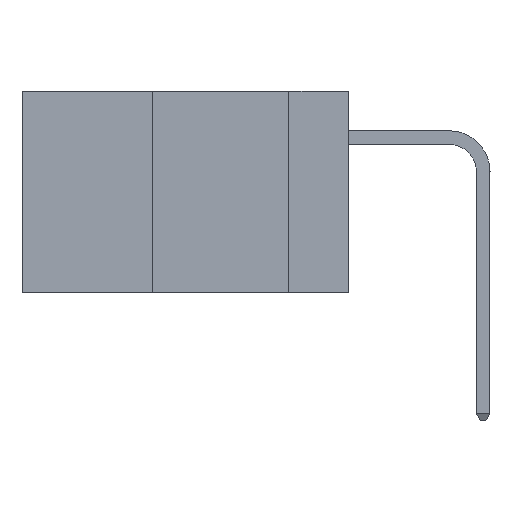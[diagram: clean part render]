
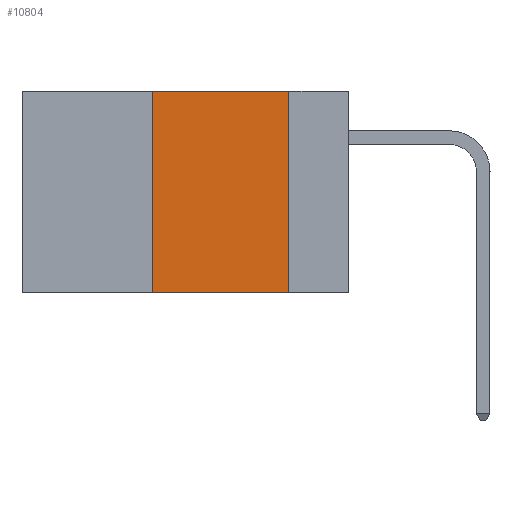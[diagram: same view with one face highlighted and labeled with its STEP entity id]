
A CAD part, left-side view. The second image highlights one B-rep face of the part: STEP entity #10804.
In plain terms, the highlighted planar face has unit normal (-1, 0, 0).
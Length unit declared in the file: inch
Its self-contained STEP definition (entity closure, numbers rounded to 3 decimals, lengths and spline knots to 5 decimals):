
#2478 = CARTESIAN_POINT ( 'NONE',  ( 0., 0.36, 0. ) ) ;
#2497 = VECTOR ( 'NONE', #31752, 39.37008 ) ;
#2842 = DIRECTION ( 'NONE',  ( 0., -1., 0. ) ) ;
#3105 = LINE ( 'NONE', #24727, #36213 ) ;
#3587 = CARTESIAN_POINT ( 'NONE',  ( 0., 0.11, 0. ) ) ;
#3646 = EDGE_CURVE ( 'NONE', #5301, #31084, #23871, .T. ) ;
#3794 = VECTOR ( 'NONE', #2842, 39.37008 ) ;
#5301 = VERTEX_POINT ( 'NONE', #2478 ) ;
#6290 = EDGE_CURVE ( 'NONE', #33599, #16742, #3105, .T. ) ;
#6395 = DIRECTION ( 'NONE',  ( 0., 0., -1. ) ) ;
#7445 = CARTESIAN_POINT ( 'NONE',  ( 0., 0.6, 0. ) ) ;
#7535 = EDGE_CURVE ( 'NONE', #33599, #5301, #37008, .T. ) ;
#8933 = DIRECTION ( 'NONE',  ( 0., -1., 0. ) ) ;
#10126 = ORIENTED_EDGE ( 'NONE', *, *, #3646, .F. ) ;
#10804 = ADVANCED_FACE ( 'NONE', ( #20025 ), #15135, .F. ) ;
#10907 = CARTESIAN_POINT ( 'NONE',  ( 0., 0.36, 0. ) ) ;
#11359 = AXIS2_PLACEMENT_3D ( 'NONE', #17207, #32177, #20847 ) ;
#13158 = EDGE_CURVE ( 'NONE', #31084, #16742, #14156, .T. ) ;
#14156 = LINE ( 'NONE', #33247, #29544 ) ;
#15135 = PLANE ( 'NONE',  #11359 ) ;
#16001 = ORIENTED_EDGE ( 'NONE', *, *, #13158, .F. ) ;
#16742 = VERTEX_POINT ( 'NONE', #31683 ) ;
#17207 = CARTESIAN_POINT ( 'NONE',  ( 0., 0.6, 0. ) ) ;
#17355 = ORIENTED_EDGE ( 'NONE', *, *, #7535, .F. ) ;
#20025 = FACE_OUTER_BOUND ( 'NONE', #22995, .T. ) ;
#20847 = DIRECTION ( 'NONE',  ( 0., 0., -1. ) ) ;
#22995 = EDGE_LOOP ( 'NONE', ( #16001, #10126, #17355, #37034 ) ) ;
#23871 = LINE ( 'NONE', #7445, #3794 ) ;
#24519 = CARTESIAN_POINT ( 'NONE',  ( 0., 0.36, -0.37 ) ) ;
#24727 = CARTESIAN_POINT ( 'NONE',  ( 0., 0.6, -0.37 ) ) ;
#29544 = VECTOR ( 'NONE', #6395, 39.37008 ) ;
#31084 = VERTEX_POINT ( 'NONE', #3587 ) ;
#31683 = CARTESIAN_POINT ( 'NONE',  ( 0., 0.11, -0.37 ) ) ;
#31752 = DIRECTION ( 'NONE',  ( 0., 0., 1. ) ) ;
#32177 = DIRECTION ( 'NONE',  ( 1., 0., 0. ) ) ;
#33247 = CARTESIAN_POINT ( 'NONE',  ( 0., 0.11, 0. ) ) ;
#33599 = VERTEX_POINT ( 'NONE', #24519 ) ;
#36213 = VECTOR ( 'NONE', #8933, 39.37008 ) ;
#37008 = LINE ( 'NONE', #10907, #2497 ) ;
#37034 = ORIENTED_EDGE ( 'NONE', *, *, #6290, .T. ) ;
